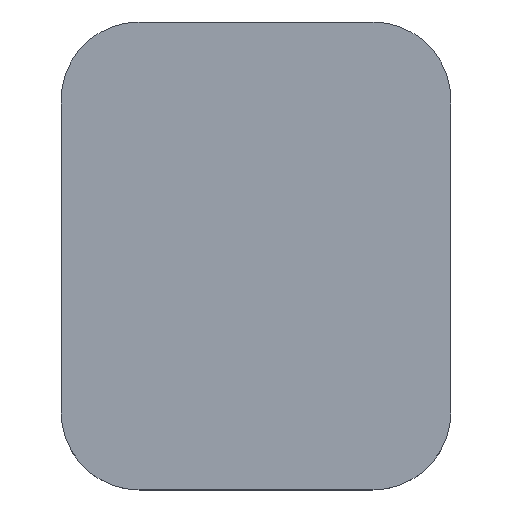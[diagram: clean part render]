
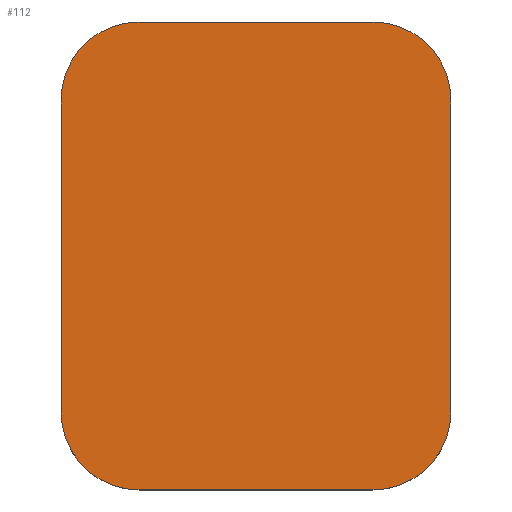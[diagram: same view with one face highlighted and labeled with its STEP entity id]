
A CAD part, top view. The second image highlights one B-rep face of the part: STEP entity #112.
In plain terms, the highlighted planar face has unit normal (0, 0, 1).
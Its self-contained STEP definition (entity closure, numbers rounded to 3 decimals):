
#21 = VERTEX_POINT ( 'NONE', #166 ) ;
#34 = VERTEX_POINT ( 'NONE', #197 ) ;
#35 = EDGE_LOOP ( 'NONE', ( #508, #123, #379, #180, #494, #361, #332, #452 ) ) ;
#36 = CARTESIAN_POINT ( 'NONE',  ( 50., 50., 25. ) ) ;
#51 = DIRECTION ( 'NONE',  ( -1., 0., 0. ) ) ;
#73 = DIRECTION ( 'NONE',  ( -1., 0., 0. ) ) ;
#85 = VECTOR ( 'NONE', #287, 1000. ) ;
#92 = EDGE_CURVE ( 'NONE', #270, #21, #364, .T. ) ;
#93 = CARTESIAN_POINT ( 'NONE',  ( 0., 0., 25. ) ) ;
#95 = DIRECTION ( 'NONE',  ( 0., 0., 1. ) ) ;
#112 = ADVANCED_FACE ( 'NONE', ( #403 ), #327, .F. ) ;
#116 = AXIS2_PLACEMENT_3D ( 'NONE', #365, #199, #460 ) ;
#118 = LINE ( 'NONE', #249, #85 ) ;
#123 = ORIENTED_EDGE ( 'NONE', *, *, #266, .T. ) ;
#132 = CARTESIAN_POINT ( 'NONE',  ( 200., 250., 25. ) ) ;
#135 = VERTEX_POINT ( 'NONE', #196 ) ;
#137 = AXIS2_PLACEMENT_3D ( 'NONE', #132, #471, #423 ) ;
#138 = DIRECTION ( 'NONE',  ( 0., -1., 0. ) ) ;
#144 = DIRECTION ( 'NONE',  ( 0., 1., 0. ) ) ;
#161 = LINE ( 'NONE', #388, #486 ) ;
#166 = CARTESIAN_POINT ( 'NONE',  ( 200., 0., 25. ) ) ;
#169 = CIRCLE ( 'NONE', #360, 50. ) ;
#176 = CARTESIAN_POINT ( 'NONE',  ( 0., 50., 25. ) ) ;
#180 = ORIENTED_EDGE ( 'NONE', *, *, #387, .T. ) ;
#181 = DIRECTION ( 'NONE',  ( 0., 0., 1. ) ) ;
#196 = CARTESIAN_POINT ( 'NONE',  ( 0., 250., 25. ) ) ;
#197 = CARTESIAN_POINT ( 'NONE',  ( 250., 250., 25. ) ) ;
#198 = VECTOR ( 'NONE', #138, 1000. ) ;
#199 = DIRECTION ( 'NONE',  ( 0., 0., -1. ) ) ;
#217 = CARTESIAN_POINT ( 'NONE',  ( 200., 300., 25. ) ) ;
#233 = VECTOR ( 'NONE', #406, 1000. ) ;
#249 = CARTESIAN_POINT ( 'NONE',  ( 0., 300., 25. ) ) ;
#251 = CARTESIAN_POINT ( 'NONE',  ( 50., 0., 25. ) ) ;
#252 = EDGE_CURVE ( 'NONE', #302, #454, #118, .T. ) ;
#256 = CARTESIAN_POINT ( 'NONE',  ( 0., 0., 25. ) ) ;
#257 = EDGE_CURVE ( 'NONE', #398, #270, #169, .T. ) ;
#262 = CARTESIAN_POINT ( 'NONE',  ( 250., 50., 25. ) ) ;
#264 = CARTESIAN_POINT ( 'NONE',  ( 200., 50., 25. ) ) ;
#265 = DIRECTION ( 'NONE',  ( 0., 0., 1. ) ) ;
#266 = EDGE_CURVE ( 'NONE', #34, #302, #358, .T. ) ;
#270 = VERTEX_POINT ( 'NONE', #251 ) ;
#286 = EDGE_CURVE ( 'NONE', #135, #398, #499, .T. ) ;
#287 = DIRECTION ( 'NONE',  ( -1., 0., 0. ) ) ;
#293 = AXIS2_PLACEMENT_3D ( 'NONE', #434, #181, #73 ) ;
#302 = VERTEX_POINT ( 'NONE', #217 ) ;
#327 = PLANE ( 'NONE',  #116 ) ;
#332 = ORIENTED_EDGE ( 'NONE', *, *, #92, .T. ) ;
#336 = AXIS2_PLACEMENT_3D ( 'NONE', #264, #265, #51 ) ;
#358 = CIRCLE ( 'NONE', #137, 50. ) ;
#360 = AXIS2_PLACEMENT_3D ( 'NONE', #36, #95, #373 ) ;
#361 = ORIENTED_EDGE ( 'NONE', *, *, #257, .T. ) ;
#364 = LINE ( 'NONE', #93, #233 ) ;
#365 = CARTESIAN_POINT ( 'NONE',  ( 0., 0., 25. ) ) ;
#373 = DIRECTION ( 'NONE',  ( -1., 0., 0. ) ) ;
#379 = ORIENTED_EDGE ( 'NONE', *, *, #252, .T. ) ;
#387 = EDGE_CURVE ( 'NONE', #454, #135, #492, .T. ) ;
#388 = CARTESIAN_POINT ( 'NONE',  ( 250., 0., 25. ) ) ;
#398 = VERTEX_POINT ( 'NONE', #176 ) ;
#401 = EDGE_CURVE ( 'NONE', #440, #34, #161, .T. ) ;
#403 = FACE_OUTER_BOUND ( 'NONE', #35, .T. ) ;
#406 = DIRECTION ( 'NONE',  ( 1., 0., 0. ) ) ;
#423 = DIRECTION ( 'NONE',  ( -1., 0., 0. ) ) ;
#434 = CARTESIAN_POINT ( 'NONE',  ( 50., 250., 25. ) ) ;
#440 = VERTEX_POINT ( 'NONE', #262 ) ;
#446 = CIRCLE ( 'NONE', #336, 50. ) ;
#447 = CARTESIAN_POINT ( 'NONE',  ( 50., 300., 25. ) ) ;
#448 = EDGE_CURVE ( 'NONE', #21, #440, #446, .T. ) ;
#452 = ORIENTED_EDGE ( 'NONE', *, *, #448, .T. ) ;
#454 = VERTEX_POINT ( 'NONE', #447 ) ;
#460 = DIRECTION ( 'NONE',  ( -1., 0., 0. ) ) ;
#471 = DIRECTION ( 'NONE',  ( 0., 0., 1. ) ) ;
#486 = VECTOR ( 'NONE', #144, 1000. ) ;
#492 = CIRCLE ( 'NONE', #293, 50. ) ;
#494 = ORIENTED_EDGE ( 'NONE', *, *, #286, .T. ) ;
#499 = LINE ( 'NONE', #256, #198 ) ;
#508 = ORIENTED_EDGE ( 'NONE', *, *, #401, .T. ) ;
